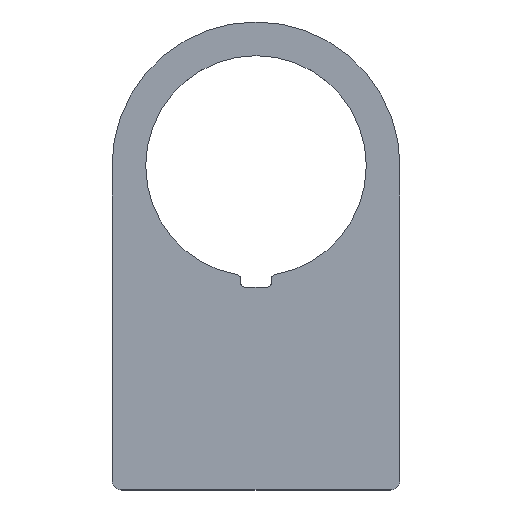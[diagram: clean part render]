
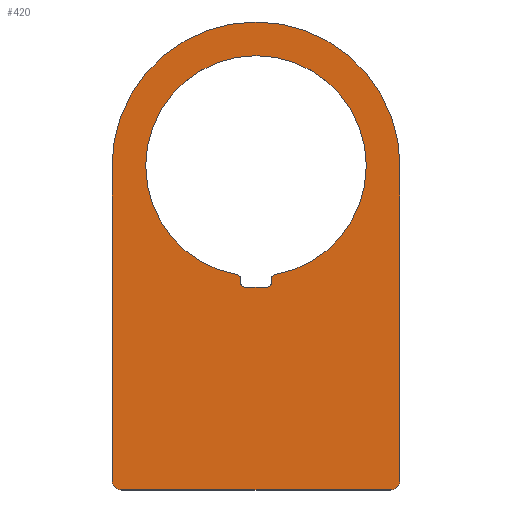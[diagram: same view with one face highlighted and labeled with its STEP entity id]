
A CAD part, top view. The second image highlights one B-rep face of the part: STEP entity #420.
In plain terms, the highlighted planar face has unit normal (0, 0, 1).
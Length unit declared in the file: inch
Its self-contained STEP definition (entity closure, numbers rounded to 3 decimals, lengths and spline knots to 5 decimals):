
#43=CARTESIAN_POINT('',(0.0825,-0.4627,0.062));
#44=DIRECTION('',(0.,0.,-1.));
#45=DIRECTION('',(-1.,0.,0.));
#46=AXIS2_PLACEMENT_3D('',#43,#44,#45);
#53=CARTESIAN_POINT('',(0.,0.,0.062));
#54=DIRECTION('',(0.,0.,-1.));
#55=DIRECTION('',(-0.176,-0.984,0.));
#56=AXIS2_PLACEMENT_3D('',#53,#54,#55);
#62=CARTESIAN_POINT('',(-0.0825,-0.4627,0.062));
#63=DIRECTION('',(0.,0.,1.));
#64=DIRECTION('',(1.,0.,0.));
#65=AXIS2_PLACEMENT_3D('',#62,#63,#64);
#89=CARTESIAN_POINT('',(-0.0425,-0.475,0.062));
#90=DIRECTION('',(0.,0.,1.));
#91=DIRECTION('',(-1.,0.,0.));
#92=AXIS2_PLACEMENT_3D('',#89,#90,#91);
#107=CARTESIAN_POINT('',(0.0425,-0.475,0.062));
#108=DIRECTION('',(0.,0.,1.));
#109=DIRECTION('',(0.,-1.,0.));
#110=AXIS2_PLACEMENT_3D('',#107,#108,#109);
#112=DIRECTION('',(0.,-1.,0.));
#113=VECTOR('',#112,0.0123);
#114=CARTESIAN_POINT('',(0.0625,-0.4627,0.062));
#115=LINE('',#114,#113);
#116=DIRECTION('',(0.,1.,0.));
#117=VECTOR('',#116,0.0123);
#118=CARTESIAN_POINT('',(-0.0625,-0.475,0.062));
#119=LINE('',#118,#117);
#120=DIRECTION('',(-1.,0.,0.));
#121=VECTOR('',#120,0.085);
#122=CARTESIAN_POINT('',(0.0425,-0.495,0.062));
#123=LINE('',#122,#121);
#124=CARTESIAN_POINT('',(0.,0.,0.062));
#125=DIRECTION('',(0.,0.,-1.));
#126=DIRECTION('',(-1.,0.,0.));
#127=AXIS2_PLACEMENT_3D('',#124,#125,#126);
#129=DIRECTION('',(0.,1.,0.));
#130=VECTOR('',#129,1.282);
#131=CARTESIAN_POINT('',(0.5875,-1.282,0.062));
#132=LINE('',#131,#130);
#133=DIRECTION('',(1.,0.,0.));
#134=VECTOR('',#133,1.095);
#135=CARTESIAN_POINT('',(-0.5475,-1.322,0.062));
#136=LINE('',#135,#134);
#137=DIRECTION('',(0.,-1.,0.));
#138=VECTOR('',#137,1.282);
#139=CARTESIAN_POINT('',(-0.5875,0.,0.062));
#140=LINE('',#139,#138);
#158=CARTESIAN_POINT('',(-0.5475,-1.282,0.062));
#159=DIRECTION('',(0.,0.,-1.));
#160=DIRECTION('',(0.,-1.,0.));
#161=AXIS2_PLACEMENT_3D('',#158,#159,#160);
#176=CARTESIAN_POINT('',(0.5475,-1.282,0.062));
#177=DIRECTION('',(0.,0.,-1.));
#178=DIRECTION('',(1.,0.,0.));
#179=AXIS2_PLACEMENT_3D('',#176,#177,#178);
#186=CARTESIAN_POINT('',(0.5875,-1.282,0.062));
#188=VERTEX_POINT('',#186);
#190=CARTESIAN_POINT('',(0.5475,-1.322,0.062));
#192=VERTEX_POINT('',#190);
#194=CARTESIAN_POINT('',(-0.5475,-1.322,0.062));
#196=VERTEX_POINT('',#194);
#198=CARTESIAN_POINT('',(-0.5875,-1.282,0.062));
#200=VERTEX_POINT('',#198);
#202=CARTESIAN_POINT('',(-0.0625,-0.4627,0.062));
#204=VERTEX_POINT('',#202);
#206=CARTESIAN_POINT('',(-0.07899,-0.44301,0.062));
#208=VERTEX_POINT('',#206);
#210=CARTESIAN_POINT('',(0.0625,-0.4627,0.062));
#212=VERTEX_POINT('',#210);
#214=CARTESIAN_POINT('',(0.07899,-0.44301,0.062));
#216=VERTEX_POINT('',#214);
#217=CARTESIAN_POINT('',(0.0425,-0.495,0.062));
#219=VERTEX_POINT('',#217);
#221=CARTESIAN_POINT('',(0.0625,-0.475,0.062));
#223=VERTEX_POINT('',#221);
#225=CARTESIAN_POINT('',(-0.0625,-0.475,0.062));
#227=VERTEX_POINT('',#225);
#229=CARTESIAN_POINT('',(-0.0425,-0.495,0.062));
#231=VERTEX_POINT('',#229);
#237=CARTESIAN_POINT('',(-0.5875,0.,0.062));
#238=CARTESIAN_POINT('',(0.5875,0.,0.062));
#239=VERTEX_POINT('',#237);
#240=VERTEX_POINT('',#238);
#391=CARTESIAN_POINT('',(0.,0.,0.062));
#392=DIRECTION('',(0.,0.,1.));
#393=DIRECTION('',(-1.,0.,0.));
#394=AXIS2_PLACEMENT_3D('',#391,#392,#393);
#395=PLANE('',#394);
#397=ORIENTED_EDGE('',*,*,#396,.T.);
#399=ORIENTED_EDGE('',*,*,#398,.F.);
#401=ORIENTED_EDGE('',*,*,#400,.T.);
#403=ORIENTED_EDGE('',*,*,#402,.F.);
#405=ORIENTED_EDGE('',*,*,#404,.T.);
#407=ORIENTED_EDGE('',*,*,#406,.F.);
#408=EDGE_LOOP('',(#397,#399,#401,#403,#405,#407));
#409=FACE_OUTER_BOUND('',#408,.F.);
#410=ORIENTED_EDGE('',*,*,#287,.F.);
#411=ORIENTED_EDGE('',*,*,#303,.T.);
#412=ORIENTED_EDGE('',*,*,#316,.F.);
#413=ORIENTED_EDGE('',*,*,#329,.F.);
#414=ORIENTED_EDGE('',*,*,#344,.F.);
#415=ORIENTED_EDGE('',*,*,#359,.T.);
#416=ORIENTED_EDGE('',*,*,#372,.F.);
#417=ORIENTED_EDGE('',*,*,#386,.T.);
#418=EDGE_LOOP('',(#410,#411,#412,#413,#414,#415,#416,#417));
#419=FACE_BOUND('',#418,.F.);
#420=ADVANCED_FACE('',(#409,#419),#395,.T.);
#47=CIRCLE('',#46,0.02);
#57=CIRCLE('',#56,0.45);
#66=CIRCLE('',#65,0.02);
#93=CIRCLE('',#92,0.02);
#111=CIRCLE('',#110,0.02);
#128=CIRCLE('',#127,0.5875);
#162=CIRCLE('',#161,0.04);
#180=CIRCLE('',#179,0.04);
#287=EDGE_CURVE('',#212,#223,#115,.T.);
#303=EDGE_CURVE('',#212,#216,#47,.T.);
#316=EDGE_CURVE('',#208,#216,#57,.T.);
#329=EDGE_CURVE('',#204,#208,#66,.T.);
#344=EDGE_CURVE('',#227,#204,#119,.T.);
#359=EDGE_CURVE('',#227,#231,#93,.T.);
#372=EDGE_CURVE('',#219,#231,#123,.T.);
#386=EDGE_CURVE('',#219,#223,#111,.T.);
#396=EDGE_CURVE('',#239,#240,#128,.T.);
#398=EDGE_CURVE('',#188,#240,#132,.T.);
#400=EDGE_CURVE('',#188,#192,#180,.T.);
#402=EDGE_CURVE('',#196,#192,#136,.T.);
#404=EDGE_CURVE('',#196,#200,#162,.T.);
#406=EDGE_CURVE('',#239,#200,#140,.T.);
